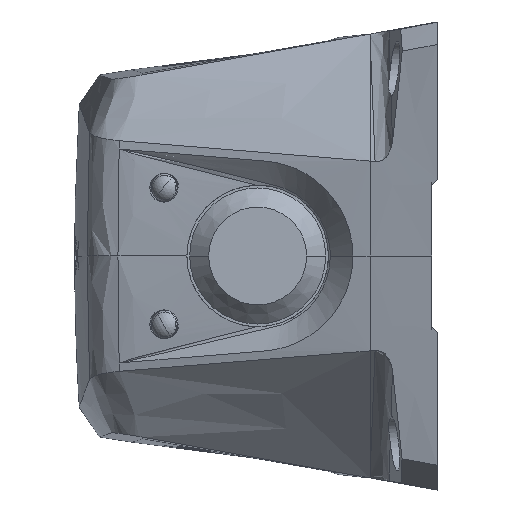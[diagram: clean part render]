
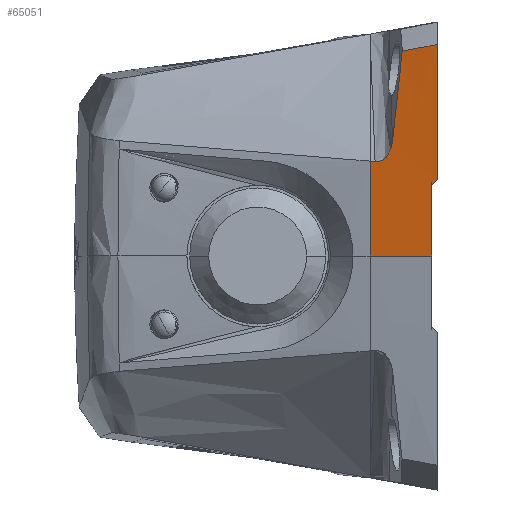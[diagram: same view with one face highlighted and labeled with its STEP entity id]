
A CAD part, left-side view. The second image highlights one B-rep face of the part: STEP entity #65051.
In plain terms, the highlighted free-form (B-spline) face has degree [3, 3] with [4, 4] control points.
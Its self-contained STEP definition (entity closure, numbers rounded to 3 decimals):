
#1201 = CARTESIAN_POINT ( 'NONE',  ( -74.359, -25.723, 20.627 ) ) ;
#1561 = CARTESIAN_POINT ( 'NONE',  ( -73.937, -24.259, 17.834 ) ) ;
#1902 = CARTESIAN_POINT ( 'NONE',  ( -73.758, -23.671, 17.495 ) ) ;
#2985 = CARTESIAN_POINT ( 'NONE',  ( 176.476, 42.5, 265.91 ) ) ;
#3766 = B_SPLINE_CURVE_WITH_KNOTS ( 'NONE', 3,
 ( #47912, #47229, #5585, #22172 ),
 .UNSPECIFIED., .F., .F.,
 ( 4, 4 ),
 ( 0.049, 0.05 ),
 .UNSPECIFIED. ) ;
#4653 = CARTESIAN_POINT ( 'NONE',  ( -74.478, -26.377, 26.619 ) ) ;
#5075 = EDGE_CURVE ( 'NONE', #62953, #40831, #18013, .T. ) ;
#5585 = CARTESIAN_POINT ( 'NONE',  ( -73.319, -22.265, 17.378 ) ) ;
#6412 = B_SPLINE_SURFACE_WITH_KNOTS ( 'NONE', 3, 3, ( 
 ( #18555, #54108, #19219, #23974 ),
 ( #38546, #34145, #23639, #28416 ),
 ( #2985, #7766, #33815, #28747 ),
 ( #8423, #64569, #39211, #44273 ) ),
 .UNSPECIFIED., .F., .F., .F.,
 ( 4, 4 ),
 ( 4, 4 ),
 ( 0., 10.735 ),
 ( 0., 1. ),
 .UNSPECIFIED. ) ;
#7766 = CARTESIAN_POINT ( 'NONE',  ( 91.984, 17., 278.659 ) ) ;
#8015 = CARTESIAN_POINT ( 'NONE',  ( -76.228, -31.892, 38.463 ) ) ;
#8133 = B_SPLINE_CURVE_WITH_KNOTS ( 'NONE', 3,
 ( #36434, #51001, #4653, #56738 ),
 .UNSPECIFIED., .F., .F.,
 ( 4, 4 ),
 ( 0.004, 0.021 ),
 .UNSPECIFIED. ) ;
#8423 = CARTESIAN_POINT ( 'NONE',  ( 637.429, 42.5, 328.362 ) ) ;
#11042 = CARTESIAN_POINT ( 'NONE',  ( -74.337, -25.633, 20.174 ) ) ;
#13474 = CARTESIAN_POINT ( 'NONE',  ( -77., -34., -43. ) ) ;
#14370 = ORIENTED_EDGE ( 'NONE', *, *, #27986, .T. ) ;
#14657 = CARTESIAN_POINT ( 'NONE',  ( -77., -34., 14.116 ) ) ;
#15315 = VERTEX_POINT ( 'NONE', #38146 ) ;
#17135 = CARTESIAN_POINT ( 'NONE',  ( -74.368, -25.774, 21.09 ) ) ;
#18013 = LINE ( 'NONE', #42376, #38132 ) ;
#18153 = CARTESIAN_POINT ( 'NONE',  ( -75.453, -29.752, 38.07 ) ) ;
#18537 = CARTESIAN_POINT ( 'NONE',  ( -73.125, -21.65, 17.434 ) ) ;
#18555 = CARTESIAN_POINT ( 'NONE',  ( -54., 42.5, 0. ) ) ;
#19219 = CARTESIAN_POINT ( 'NONE',  ( -69.333, -8.5, 0. ) ) ;
#19622 = CARTESIAN_POINT ( 'NONE',  ( -76.697, -33., 8.646 ) ) ;
#20081 = EDGE_CURVE ( 'NONE', #40831, #22647, #59312, .T. ) ;
#20321 = EDGE_CURVE ( 'NONE', #24614, #35245, #35961, .T. ) ;
#20580 = CARTESIAN_POINT ( 'NONE',  ( -74.674, -27.58, 37.677 ) ) ;
#21171 = B_SPLINE_CURVE_WITH_KNOTS ( 'NONE', 3,
 ( #17135, #1201, #11042, #52308, #27654, #37780, #37440, #1561, #27297, #1902, #21865, #43199, #52992, #58740 ),
 .UNSPECIFIED., .F., .F.,
 ( 4, 2, 2, 2, 2, 2, 4 ),
 ( 0., 0.001, 0.003, 0.003, 0.004, 0.005, 0.006 ),
 .UNSPECIFIED. ) ;
#21193 = EDGE_CURVE ( 'NONE', #62428, #15315, #21171, .T. ) ;
#21865 = CARTESIAN_POINT ( 'NONE',  ( -73.693, -23.461, 17.423 ) ) ;
#21870 = CARTESIAN_POINT ( 'NONE',  ( -77., -34., 38.854 ) ) ;
#22172 = CARTESIAN_POINT ( 'NONE',  ( -73.416, -22.573, 17.35 ) ) ;
#22510 = CARTESIAN_POINT ( 'NONE',  ( -76.692, -33., 12.969 ) ) ;
#22647 = VERTEX_POINT ( 'NONE', #29417 ) ;
#23124 = CARTESIAN_POINT ( 'NONE',  ( -77., -34., 14.116 ) ) ;
#23463 = CARTESIAN_POINT ( 'NONE',  ( -76.692, -33., 12.969 ) ) ;
#23465 = ORIENTED_EDGE ( 'NONE', *, *, #48986, .T. ) ;
#23639 = CARTESIAN_POINT ( 'NONE',  ( -69.333, -8.5, 153.537 ) ) ;
#23974 = CARTESIAN_POINT ( 'NONE',  ( -77., -34., 0. ) ) ;
#24614 = VERTEX_POINT ( 'NONE', #22510 ) ;
#25235 = ORIENTED_EDGE ( 'NONE', *, *, #20321, .T. ) ;
#26371 = CARTESIAN_POINT ( 'NONE',  ( -76.699, -33., 0. ) ) ;
#27297 = CARTESIAN_POINT ( 'NONE',  ( -73.881, -24.073, 17.702 ) ) ;
#27654 = CARTESIAN_POINT ( 'NONE',  ( -74.202, -25.149, 18.873 ) ) ;
#27986 = EDGE_CURVE ( 'NONE', #50795, #62428, #8133, .T. ) ;
#28077 = EDGE_CURVE ( 'NONE', #36014, #50795, #53276, .T. ) ;
#28416 = CARTESIAN_POINT ( 'NONE',  ( -77., -34., 152.078 ) ) ;
#28747 = CARTESIAN_POINT ( 'NONE',  ( -77., -34., 304.156 ) ) ;
#29048 = CARTESIAN_POINT ( 'NONE',  ( -73.287, -21.65, 5.822 ) ) ;
#29417 = CARTESIAN_POINT ( 'NONE',  ( -73.125, -21.65, 17.434 ) ) ;
#30393 = EDGE_CURVE ( 'NONE', #22647, #15315, #3766, .T. ) ;
#31761 = CARTESIAN_POINT ( 'NONE',  ( -73.287, -21.65, 0. ) ) ;
#33815 = CARTESIAN_POINT ( 'NONE',  ( 7.492, -8.5, 291.407 ) ) ;
#33963 = CARTESIAN_POINT ( 'NONE',  ( -76.897, -33.666, 13.734 ) ) ;
#34145 = CARTESIAN_POINT ( 'NONE',  ( -61.667, 17., 154.997 ) ) ;
#34232 = ORIENTED_EDGE ( 'NONE', *, *, #30393, .F. ) ;
#34740 = ORIENTED_EDGE ( 'NONE', *, *, #21193, .T. ) ;
#35245 = VERTEX_POINT ( 'NONE', #14657 ) ;
#35832 = B_SPLINE_CURVE_WITH_KNOTS ( 'NONE', 3,
 ( #26371, #51076, #19622, #56812 ),
 .UNSPECIFIED., .F., .F.,
 ( 4, 4 ),
 ( 0., 0.013 ),
 .UNSPECIFIED. ) ;
#35915 = ORIENTED_EDGE ( 'NONE', *, *, #20081, .F. ) ;
#35961 = B_SPLINE_CURVE_WITH_KNOTS ( 'NONE', 3,
 ( #23463, #53234, #33963, #23124 ),
 .UNSPECIFIED., .F., .F.,
 ( 4, 4 ),
 ( 0., 0.002 ),
 .UNSPECIFIED. ) ;
#35976 = ORIENTED_EDGE ( 'NONE', *, *, #5075, .F. ) ;
#36014 = VERTEX_POINT ( 'NONE', #21870 ) ;
#36434 = CARTESIAN_POINT ( 'NONE',  ( -74.674, -27.58, 37.677 ) ) ;
#37307 = DIRECTION ( 'NONE',  ( 0.288, 0.958, 0. ) ) ;
#37440 = CARTESIAN_POINT ( 'NONE',  ( -74.039, -24.596, 18.138 ) ) ;
#37780 = CARTESIAN_POINT ( 'NONE',  ( -74.084, -24.749, 18.314 ) ) ;
#38132 = VECTOR ( 'NONE', #37307, 1000. ) ;
#38146 = CARTESIAN_POINT ( 'NONE',  ( -73.416, -22.573, 17.35 ) ) ;
#38546 = CARTESIAN_POINT ( 'NONE',  ( -54., 42.5, 156.456 ) ) ;
#39132 = CARTESIAN_POINT ( 'NONE',  ( -74.674, -27.58, 37.677 ) ) ;
#39211 = CARTESIAN_POINT ( 'NONE',  ( 161.143, -8.5, 413.61 ) ) ;
#40831 = VERTEX_POINT ( 'NONE', #31761 ) ;
#42376 = CARTESIAN_POINT ( 'NONE',  ( -65.5, 4.25, 0. ) ) ;
#43199 = CARTESIAN_POINT ( 'NONE',  ( -73.557, -23.023, 17.34 ) ) ;
#43947 = FACE_OUTER_BOUND ( 'NONE', #48759, .T. ) ;
#44256 = DIRECTION ( 'NONE',  ( 0., 0., 1. ) ) ;
#44273 = CARTESIAN_POINT ( 'NONE',  ( -77., -34., 456.234 ) ) ;
#47229 = CARTESIAN_POINT ( 'NONE',  ( -73.222, -21.958, 17.406 ) ) ;
#47912 = CARTESIAN_POINT ( 'NONE',  ( -73.125, -21.65, 17.434 ) ) ;
#48167 = VECTOR ( 'NONE', #44256, 1000. ) ;
#48759 = EDGE_LOOP ( 'NONE', ( #23465, #53721, #14370, #34740, #34232, #35915, #35976, #66406, #25235 ) ) ;
#48986 = EDGE_CURVE ( 'NONE', #35245, #36014, #59815, .T. ) ;
#49656 = CARTESIAN_POINT ( 'NONE',  ( -74.368, -25.774, 21.09 ) ) ;
#50795 = VERTEX_POINT ( 'NONE', #20580 ) ;
#51001 = CARTESIAN_POINT ( 'NONE',  ( -74.573, -26.978, 32.148 ) ) ;
#51076 = CARTESIAN_POINT ( 'NONE',  ( -76.699, -33., 4.323 ) ) ;
#52308 = CARTESIAN_POINT ( 'NONE',  ( -74.259, -25.348, 19.3 ) ) ;
#52992 = CARTESIAN_POINT ( 'NONE',  ( -73.486, -22.797, 17.33 ) ) ;
#53234 = CARTESIAN_POINT ( 'NONE',  ( -76.794, -33.333, 13.352 ) ) ;
#53276 = B_SPLINE_CURVE_WITH_KNOTS ( 'NONE', 3,
 ( #64823, #8015, #18153, #39132 ),
 .UNSPECIFIED., .F., .F.,
 ( 4, 4 ),
 ( 0., 1. ),
 .UNSPECIFIED. ) ;
#53721 = ORIENTED_EDGE ( 'NONE', *, *, #28077, .T. ) ;
#53827 = CARTESIAN_POINT ( 'NONE',  ( -76.699, -33., 0. ) ) ;
#54108 = CARTESIAN_POINT ( 'NONE',  ( -61.667, 17., 0. ) ) ;
#55391 = CARTESIAN_POINT ( 'NONE',  ( -73.233, -21.65, 11.634 ) ) ;
#56738 = CARTESIAN_POINT ( 'NONE',  ( -74.368, -25.774, 21.09 ) ) ;
#56812 = CARTESIAN_POINT ( 'NONE',  ( -76.692, -33., 12.969 ) ) ;
#58740 = CARTESIAN_POINT ( 'NONE',  ( -73.416, -22.573, 17.35 ) ) ;
#59064 = EDGE_CURVE ( 'NONE', #62953, #24614, #35832, .T. ) ;
#59312 = B_SPLINE_CURVE_WITH_KNOTS ( 'NONE', 3,
 ( #64551, #29048, #55391, #18537 ),
 .UNSPECIFIED., .F., .F.,
 ( 4, 4 ),
 ( 0., 0.017 ),
 .UNSPECIFIED. ) ;
#59815 = LINE ( 'NONE', #13474, #48167 ) ;
#62428 = VERTEX_POINT ( 'NONE', #49656 ) ;
#62953 = VERTEX_POINT ( 'NONE', #53827 ) ;
#64551 = CARTESIAN_POINT ( 'NONE',  ( -73.287, -21.65, 0. ) ) ;
#64569 = CARTESIAN_POINT ( 'NONE',  ( 399.286, 17., 370.986 ) ) ;
#64823 = CARTESIAN_POINT ( 'NONE',  ( -77., -34., 38.854 ) ) ;
#65051 = ADVANCED_FACE ( 'NONE', ( #43947 ), #6412, .F. ) ;
#66406 = ORIENTED_EDGE ( 'NONE', *, *, #59064, .T. ) ;
